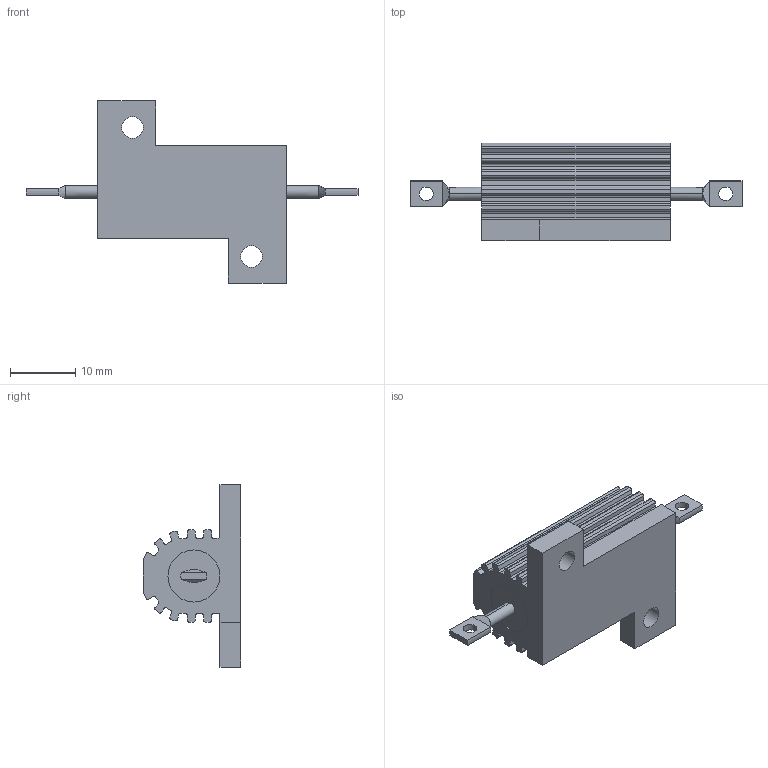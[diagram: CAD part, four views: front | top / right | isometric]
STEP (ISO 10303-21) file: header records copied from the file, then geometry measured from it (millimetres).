
FILE_DESCRIPTION((''),'2;1');
FILE_NAME('C-1625971-2','2010-05-07T',('workeradm'),('Tyco Electronics Ltd.'),'PRO/ENGINEER BY PARAMETRIC TECHNOLOGY CORPORATION, 2009300','PRO/ENGINEER BY PARAMETRIC TECHNOLOGY CORPORATION, 2009300','');
FILE_SCHEMA(('AUTOMOTIVE_DESIGN { 1 0 10303 214 1 1 1 1 }'));
Length unit declared in the file: millimetre
Products named in the file (1): C-1625971-2
Bounding box: 51 x 15 x 28 mm (x, y, z)
Volume: 5554.9 mm3; surface area: 3031.3 mm2
Topology: 1 solids, 1 shells, 127 faces, 347 edges, 226 vertices
Faces by surface type: cylinder 63, plane 60, cone 4
Entity records: 5483 total; most frequent: CARTESIAN_POINT 782, DIRECTION 727, ORIENTED_EDGE 694, PRESENTATION_STYLE_ASSIGNMENT 348, STYLED_ITEM 348, CURVE_STYLE 347, EDGE_CURVE 347, AXIS2_PLACEMENT_3D 261
